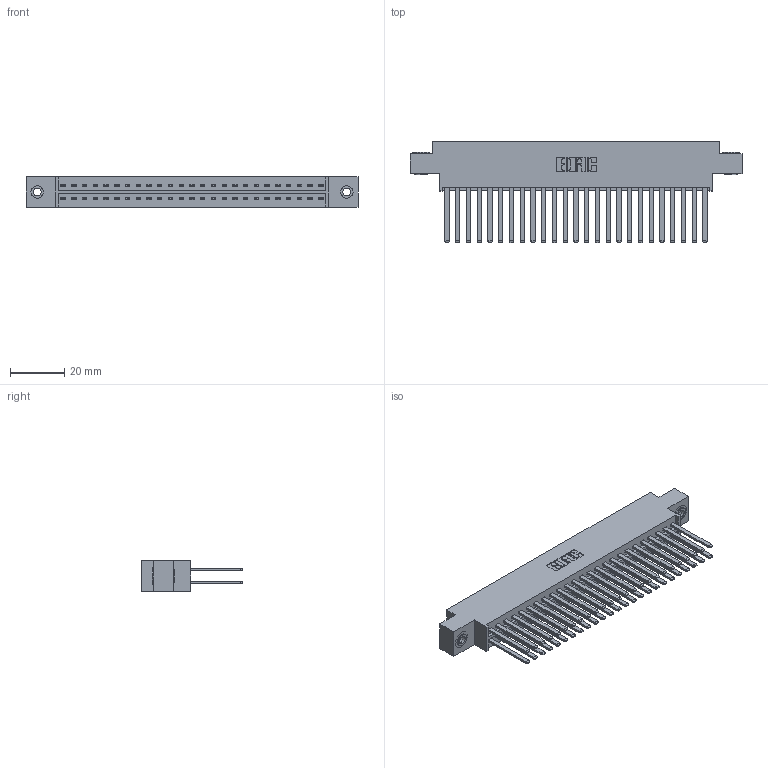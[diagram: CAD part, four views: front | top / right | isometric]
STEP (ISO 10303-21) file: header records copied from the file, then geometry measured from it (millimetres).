
FILE_DESCRIPTION (( 'STEP AP203' ), '1' );
FILE_NAME ('336-050-541-803.STEP', '2020-08-08T00:08:33', ( '' ), ( '' ), 'SwSTEP 2.0', 'SolidWorks 2020', '' );
FILE_SCHEMA (( 'CONFIG_CONTROL_DESIGN' ));
Length unit declared in the file: inch
Products named in the file (4): 336 Part_Offset - .156 Dia - TH; 345-250-002_345-250-002-102; 336-290-001_336-290-541; 336-050-541-803
Assembly tree (53 placements, depth 2):
  336-050-541-803
    336 Part_Offset - .156 Dia - TH
    336-290-001_336-290-541  x50
    345-250-002_345-250-002-102  x2
Bounding box: 122.45 x 37.34 x 11.1 mm (x, y, z)
Volume: 18382.9 mm3; surface area: 23477.3 mm2
Topology: 53 solids, 53 shells, 2256 faces, 6749 edges, 4462 vertices
Faces by surface type: plane 1384, cylinder 864, cone 8
Entity records: 22083 total; most frequent: CARTESIAN_POINT 3792, ORIENTED_EDGE 3622, DIRECTION 3193, EDGE_CURVE 1811, VECTOR 1655, LINE 1655, VERTEX_POINT 1204, AXIS2_PLACEMENT_3D 769
